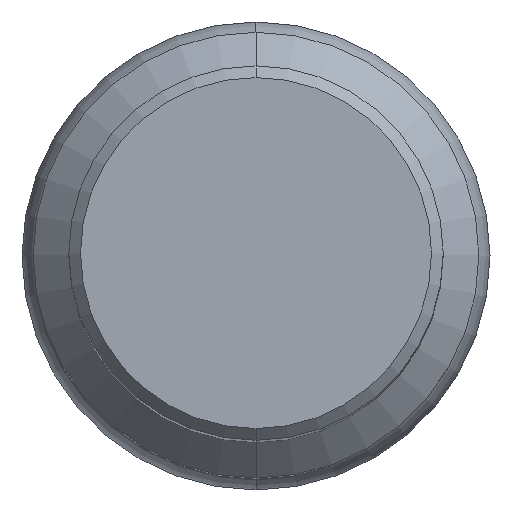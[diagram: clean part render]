
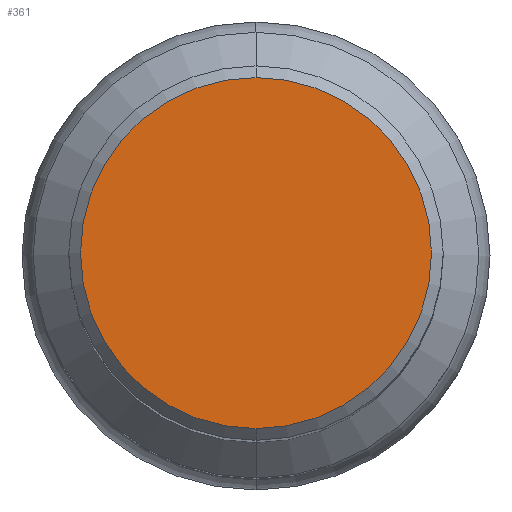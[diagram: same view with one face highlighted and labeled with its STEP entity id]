
A CAD part, top view. The second image highlights one B-rep face of the part: STEP entity #361.
In plain terms, the highlighted planar face has unit normal (0, 0, 1).
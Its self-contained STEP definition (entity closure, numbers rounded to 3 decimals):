
#209=VERTEX_POINT('',#532);
#357=EDGE_CURVE('',#451,#209,#698,.T.);
#361=ADVANCED_FACE('',(#702),#703,.T.);
#451=VERTEX_POINT('',#798);
#457=EDGE_CURVE('',#209,#451,#804,.T.);
#532=CARTESIAN_POINT('',(0.,-15.0,0.0));
#698=CIRCLE('',#1253,15.0);
#702=FACE_OUTER_BOUND('',#1257,.T.);
#703=PLANE('',#1258);
#798=CARTESIAN_POINT('',(0.0,15.0,0.0));
#804=CIRCLE('',#1512,15.0);
#1253=AXIS2_PLACEMENT_3D('',#1829,#1830,#1831);
#1257=EDGE_LOOP('',(#1833,#1834));
#1258=AXIS2_PLACEMENT_3D('',#1835,#1836,#1837);
#1512=AXIS2_PLACEMENT_3D('',#1914,#1915,#1916);
#1829=CARTESIAN_POINT('',(0.0,0.0,0.0));
#1830=DIRECTION('',(0.0,0.0,-1.0));
#1831=DIRECTION('',(0.0,1.0,0.0));
#1833=ORIENTED_EDGE('',*,*,#357,.F.);
#1834=ORIENTED_EDGE('',*,*,#457,.F.);
#1835=CARTESIAN_POINT('',(0.0,7.5,0.0));
#1836=DIRECTION('',(-0.0,0.0,1.0));
#1837=DIRECTION('',(0.0,-1.0,0.0));
#1914=CARTESIAN_POINT('',(0.0,0.0,0.0));
#1915=DIRECTION('',(0.0,0.0,-1.0));
#1916=DIRECTION('',(0.0,1.0,0.0));
